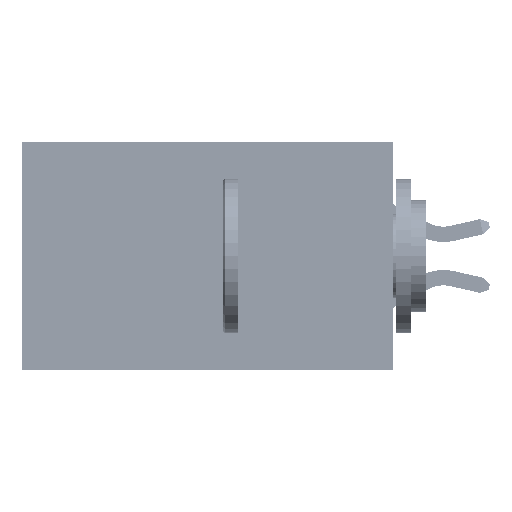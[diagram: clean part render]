
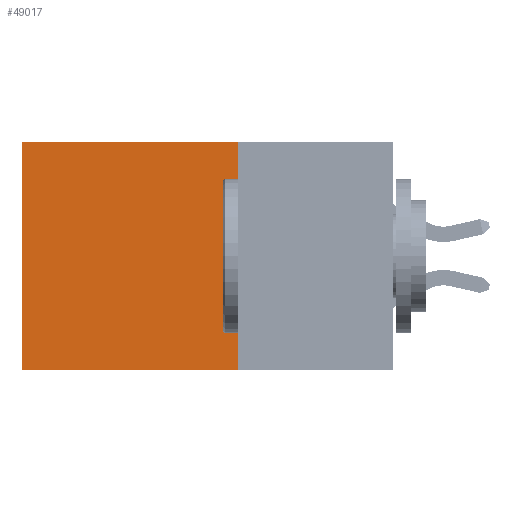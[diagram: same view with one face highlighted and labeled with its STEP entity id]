
A CAD part, left-side view. The second image highlights one B-rep face of the part: STEP entity #49017.
In plain terms, the highlighted planar face has unit normal (-1, 0, 0).
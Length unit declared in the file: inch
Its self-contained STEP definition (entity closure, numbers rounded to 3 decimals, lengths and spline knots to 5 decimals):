
#1504 = PLANE ( 'NONE',  #20336 ) ;
#1630 = CARTESIAN_POINT ( 'NONE',  ( 0.2875, 0.25, -0.37 ) ) ;
#4705 = VERTEX_POINT ( 'NONE', #37042 ) ;
#5377 = VERTEX_POINT ( 'NONE', #1630 ) ;
#8065 = CARTESIAN_POINT ( 'NONE',  ( 0.2875, 0.25, 0. ) ) ;
#8516 = CARTESIAN_POINT ( 'NONE',  ( 0.2875, 0.6, -0.37 ) ) ;
#8908 = ORIENTED_EDGE ( 'NONE', *, *, #25858, .T. ) ;
#9942 = FACE_OUTER_BOUND ( 'NONE', #13921, .T. ) ;
#10946 = ORIENTED_EDGE ( 'NONE', *, *, #11723, .T. ) ;
#11723 = EDGE_CURVE ( 'NONE', #4705, #17532, #40558, .T. ) ;
#13921 = EDGE_LOOP ( 'NONE', ( #10946, #34537, #22318, #8908 ) ) ;
#15414 = DIRECTION ( 'NONE',  ( 0., 1., 0. ) ) ;
#16928 = EDGE_CURVE ( 'NONE', #47793, #5377, #37672, .T. ) ;
#17532 = VERTEX_POINT ( 'NONE', #8516 ) ;
#17997 = CARTESIAN_POINT ( 'NONE',  ( 0.2875, 0.25, 0. ) ) ;
#18681 = VECTOR ( 'NONE', #52008, 39.37008 ) ;
#18919 = CARTESIAN_POINT ( 'NONE',  ( 0.2875, 0.6, 0. ) ) ;
#19336 = LINE ( 'NONE', #8065, #18681 ) ;
#20336 = AXIS2_PLACEMENT_3D ( 'NONE', #17997, #29606, #21696 ) ;
#21696 = DIRECTION ( 'NONE',  ( 0., 0., -1. ) ) ;
#22318 = ORIENTED_EDGE ( 'NONE', *, *, #16928, .F. ) ;
#25858 = EDGE_CURVE ( 'NONE', #47793, #4705, #19336, .T. ) ;
#27455 = DIRECTION ( 'NONE',  ( 0., 0., -1. ) ) ;
#27704 = VECTOR ( 'NONE', #15414, 39.37008 ) ;
#29606 = DIRECTION ( 'NONE',  ( 1., 0., 0. ) ) ;
#29839 = VECTOR ( 'NONE', #43200, 39.37008 ) ;
#33509 = EDGE_CURVE ( 'NONE', #5377, #17532, #47167, .T. ) ;
#33892 = VECTOR ( 'NONE', #27455, 39.37008 ) ;
#34537 = ORIENTED_EDGE ( 'NONE', *, *, #33509, .F. ) ;
#35548 = CARTESIAN_POINT ( 'NONE',  ( 0.2875, 0.25, 0. ) ) ;
#35866 = CARTESIAN_POINT ( 'NONE',  ( 0.2875, 0.25, 0. ) ) ;
#37042 = CARTESIAN_POINT ( 'NONE',  ( 0.2875, 0.6, 0. ) ) ;
#37672 = LINE ( 'NONE', #35548, #33892 ) ;
#40558 = LINE ( 'NONE', #18919, #29839 ) ;
#43200 = DIRECTION ( 'NONE',  ( 0., 0., -1. ) ) ;
#43389 = CARTESIAN_POINT ( 'NONE',  ( 0.2875, 0.25, -0.37 ) ) ;
#47167 = LINE ( 'NONE', #43389, #27704 ) ;
#47793 = VERTEX_POINT ( 'NONE', #35866 ) ;
#49017 = ADVANCED_FACE ( 'NONE', ( #9942 ), #1504, .F. ) ;
#52008 = DIRECTION ( 'NONE',  ( 0., 1., 0. ) ) ;
